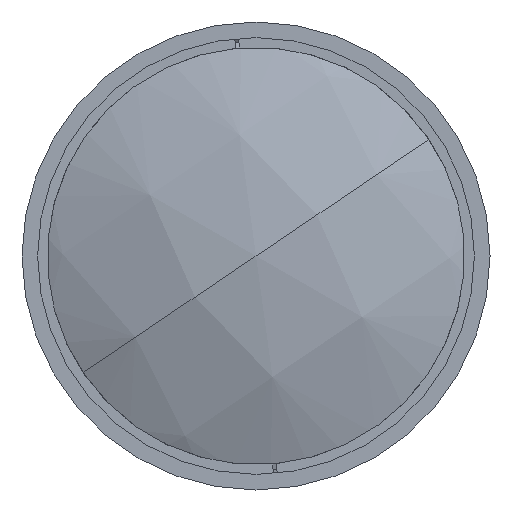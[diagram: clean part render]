
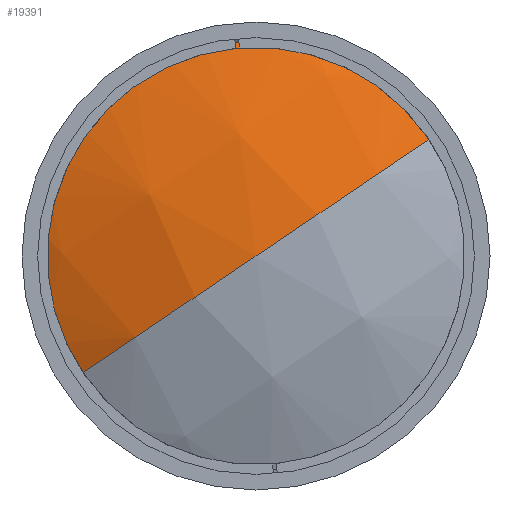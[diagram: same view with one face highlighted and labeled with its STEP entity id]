
A CAD part, left-side view. The second image highlights one B-rep face of the part: STEP entity #19391.
In plain terms, the highlighted spherical face has radius 133.05 mm.
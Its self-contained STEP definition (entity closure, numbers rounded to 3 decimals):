
#474 = VERTEX_POINT ( 'NONE', #3259 ) ;
#1679 = DIRECTION ( 'NONE',  ( -1., 0., 0. ) ) ;
#2378 = AXIS2_PLACEMENT_3D ( 'NONE', #16105, #5993, #17767 ) ;
#3259 = CARTESIAN_POINT ( 'NONE',  ( 13.4, -45.636, 30.697 ) ) ;
#3892 = FACE_OUTER_BOUND ( 'NONE', #18959, .T. ) ;
#4832 = CIRCLE ( 'NONE', #2378, 133.05 ) ;
#5576 = ORIENTED_EDGE ( 'NONE', *, *, #20792, .T. ) ;
#5993 = DIRECTION ( 'NONE',  ( 0., 0.558, 0.83 ) ) ;
#7532 = CIRCLE ( 'NONE', #14896, 55. ) ;
#7671 = DIRECTION ( 'NONE',  ( 0., -0.83, 0.558 ) ) ;
#7711 = CIRCLE ( 'NONE', #15812, 133.05 ) ;
#8457 = VERTEX_POINT ( 'NONE', #20381 ) ;
#8850 = CARTESIAN_POINT ( 'NONE',  ( 134.55, 0., 0. ) ) ;
#10574 = DIRECTION ( 'NONE',  ( 0., 0.83, -0.558 ) ) ;
#10861 = ORIENTED_EDGE ( 'NONE', *, *, #15749, .F. ) ;
#11779 = CARTESIAN_POINT ( 'NONE',  ( 1.5, 0., 0. ) ) ;
#11790 = CARTESIAN_POINT ( 'NONE',  ( 13.4, 0., 0. ) ) ;
#13457 = VERTEX_POINT ( 'NONE', #11779 ) ;
#13479 = DIRECTION ( 'NONE',  ( 0., 0.558, 0.83 ) ) ;
#14064 = EDGE_CURVE ( 'NONE', #8457, #13457, #4832, .T. ) ;
#14386 = CARTESIAN_POINT ( 'NONE',  ( 134.55, 0., 0. ) ) ;
#14896 = AXIS2_PLACEMENT_3D ( 'NONE', #11790, #1679, #13479 ) ;
#15038 = AXIS2_PLACEMENT_3D ( 'NONE', #14386, #17752, #7671 ) ;
#15749 = EDGE_CURVE ( 'NONE', #474, #13457, #7711, .T. ) ;
#15812 = AXIS2_PLACEMENT_3D ( 'NONE', #8850, #20623, #10574 ) ;
#16105 = CARTESIAN_POINT ( 'NONE',  ( 134.55, 0., 0. ) ) ;
#17333 = SPHERICAL_SURFACE ( 'NONE', #15038, 133.05 ) ;
#17752 = DIRECTION ( 'NONE',  ( 0., 0.558, 0.83 ) ) ;
#17767 = DIRECTION ( 'NONE',  ( 0., -0.83, 0.558 ) ) ;
#18959 = EDGE_LOOP ( 'NONE', ( #5576, #21236, #10861 ) ) ;
#19391 = ADVANCED_FACE ( 'NONE', ( #3892 ), #17333, .T. ) ;
#20381 = CARTESIAN_POINT ( 'NONE',  ( 13.4, 45.636, -30.697 ) ) ;
#20623 = DIRECTION ( 'NONE',  ( 0., -0.558, -0.83 ) ) ;
#20792 = EDGE_CURVE ( 'NONE', #474, #8457, #7532, .T. ) ;
#21236 = ORIENTED_EDGE ( 'NONE', *, *, #14064, .T. ) ;
